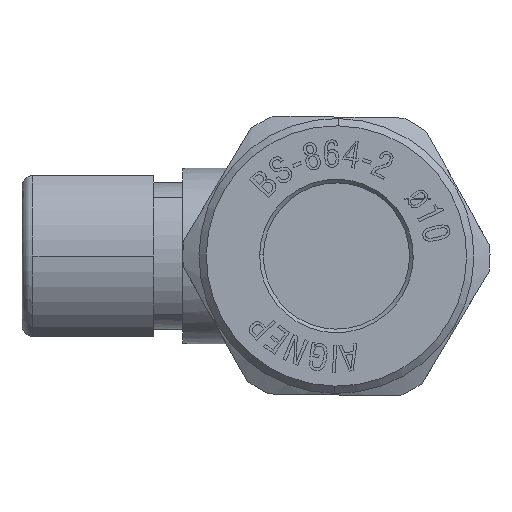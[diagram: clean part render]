
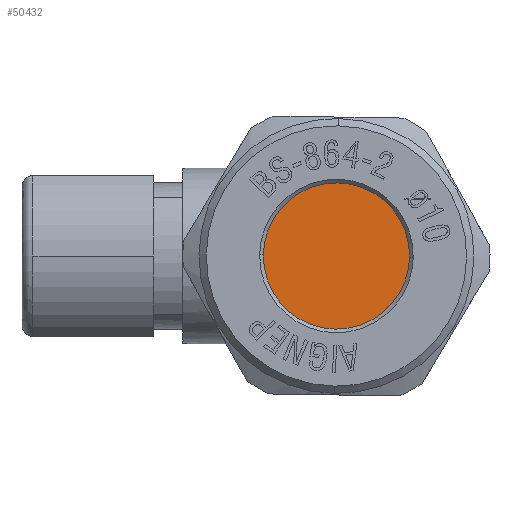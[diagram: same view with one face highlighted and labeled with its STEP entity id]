
A CAD part, left-side view. The second image highlights one B-rep face of the part: STEP entity #50432.
In plain terms, the highlighted planar face has unit normal (-1, 0, 0).
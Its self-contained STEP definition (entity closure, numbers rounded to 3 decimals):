
#773 = EDGE_CURVE ( 'NONE', #40509, #40510, #18897, .T. ) ;
#2645 = CARTESIAN_POINT ( 'NONE',  ( -18.893, 0., 0. ) ) ;
#2647 = DIRECTION ( 'NONE',  ( -1., 0., 0. ) ) ;
#2649 = DIRECTION ( 'NONE',  ( 0., 0., 1. ) ) ;
#8896 = FACE_OUTER_BOUND ( 'NONE', #43184, .T. ) ;
#10173 = AXIS2_PLACEMENT_3D ( 'NONE', #48905, #48910, #48911 ) ;
#18897 = CIRCLE ( 'NONE', #34578, 5.107 ) ;
#20833 = CARTESIAN_POINT ( 'NONE',  ( -18.893, 5.106, 0.078 ) ) ;
#20834 = CARTESIAN_POINT ( 'NONE',  ( -18.893, -5.106, -0.078 ) ) ;
#24009 = ORIENTED_EDGE ( 'NONE', *, *, #773, .T. ) ;
#24010 = ORIENTED_EDGE ( 'NONE', *, *, #41234, .T. ) ;
#28022 = CARTESIAN_POINT ( 'NONE',  ( -18.893, 0., 0. ) ) ;
#28023 = DIRECTION ( 'NONE',  ( -1., 0., 0. ) ) ;
#28024 = DIRECTION ( 'NONE',  ( 0., 0., 1. ) ) ;
#28504 = AXIS2_PLACEMENT_3D ( 'NONE', #2645, #2647, #2649 ) ;
#30498 = CIRCLE ( 'NONE', #28504, 5.107 ) ;
#34578 = AXIS2_PLACEMENT_3D ( 'NONE', #28022, #28023, #28024 ) ;
#40509 = VERTEX_POINT ( 'NONE', #20833 ) ;
#40510 = VERTEX_POINT ( 'NONE', #20834 ) ;
#41234 = EDGE_CURVE ( 'NONE', #40510, #40509, #30498, .T. ) ;
#43184 = EDGE_LOOP ( 'NONE', ( #24009, #24010 ) ) ;
#48904 = PLANE ( 'NONE',  #10173 ) ;
#48905 = CARTESIAN_POINT ( 'NONE',  ( -18.893, 0., 0. ) ) ;
#48910 = DIRECTION ( 'NONE',  ( -1., 0., 0. ) ) ;
#48911 = DIRECTION ( 'NONE',  ( 0., 0., 1. ) ) ;
#50432 = ADVANCED_FACE ( 'NONE', ( #8896 ), #48904, .T. ) ;
